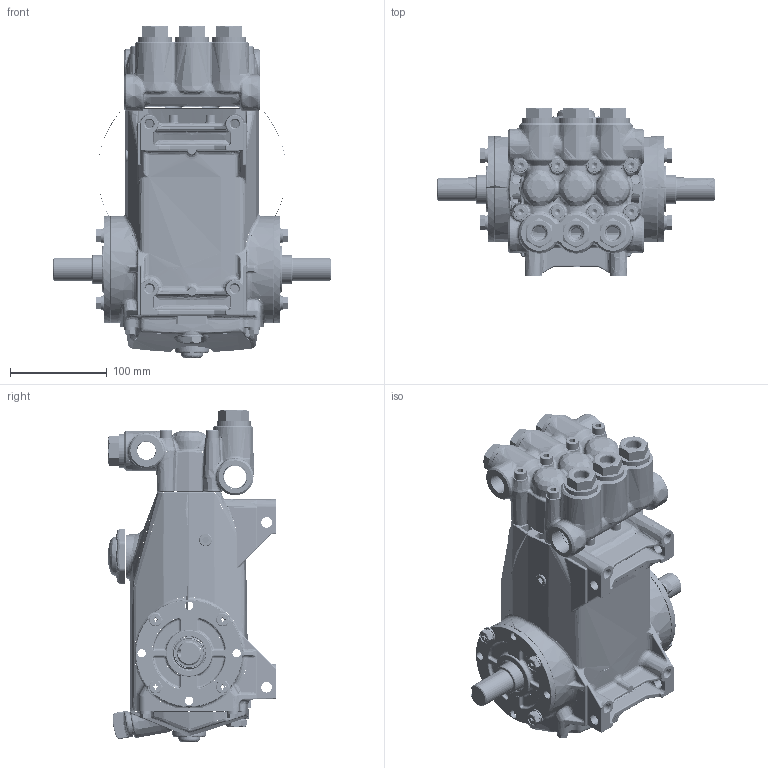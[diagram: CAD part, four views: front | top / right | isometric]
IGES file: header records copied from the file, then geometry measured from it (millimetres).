
Start section: SolidWorks IGES file using analytic representation for surfaces
Global section: file name: 7CP6170.IGS; native system: SolidWorks 2023; preprocessor: SolidWorks 2023; author: SAL; date: 230824.091118; units: inch
Bounding box: 286 x 173.98 x 342.5 mm (x, y, z)
Surface area: 349630.8 mm2 (no closed solid volume)
Topology: 0 solids, 0 shells, 2640 faces, 38636 edges, 38546 vertices
Faces by surface type: bspline 1691, revolution 949
